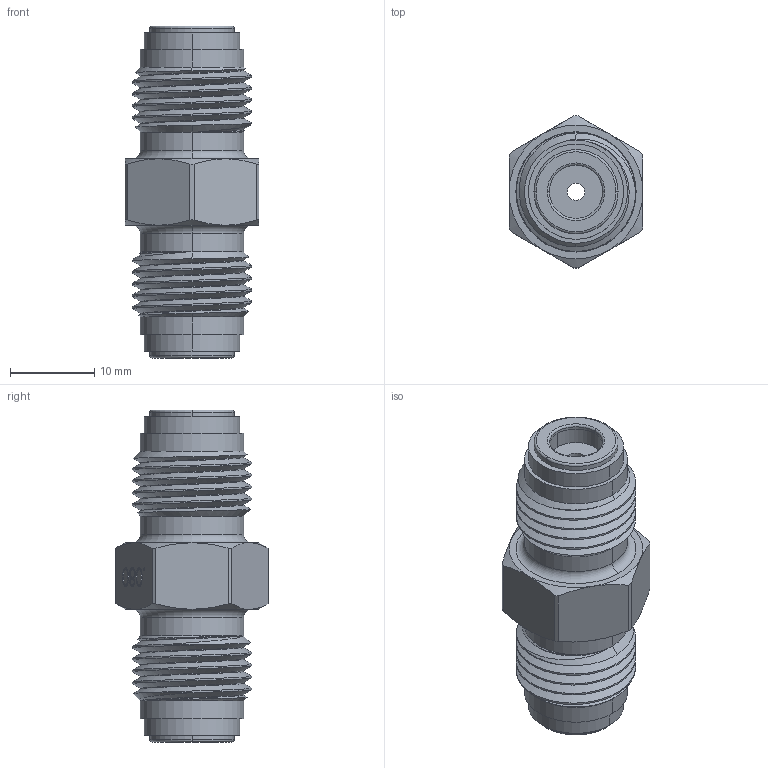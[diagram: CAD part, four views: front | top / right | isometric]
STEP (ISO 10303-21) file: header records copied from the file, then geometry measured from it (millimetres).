
FILE_DESCRIPTION (( 'STEP AP203' ), '1' );
FILE_NAME ('AD-44SS-MFSMFS-.080.step', '2025-11-13T18:53:54', ( '' ), ( '' ), 'SwSTEP 2.0', 'SolidWorks 2018', '' );
FILE_SCHEMA (( 'CONFIG_CONTROL_DESIGN' ));
Length unit declared in the file: inch
Products named in the file (3): PRT-001990; PRT-000431_.080; AD-44SS-MFSMFS-.080
Assembly tree (2 placements, depth 2):
  AD-44SS-MFSMFS-.080
    PRT-000431_.080
    PRT-001990
Bounding box: 15.88 x 18.03 x 39.37 mm (x, y, z)
Volume: 4892.1 mm3; surface area: 3284.9 mm2
Topology: 2 solids, 2 shells, 237 faces, 578 edges, 370 vertices
Faces by surface type: bspline 96, cylinder 54, plane 43, cone 32, torus 12
Entity records: 15745 total; most frequent: CARTESIAN_POINT 10624, ORIENTED_EDGE 1156, DIRECTION 720, EDGE_CURVE 578, VERTEX_POINT 370, EDGE_LOOP 266, AXIS2_PLACEMENT_3D 264, ADVANCED_FACE 237
